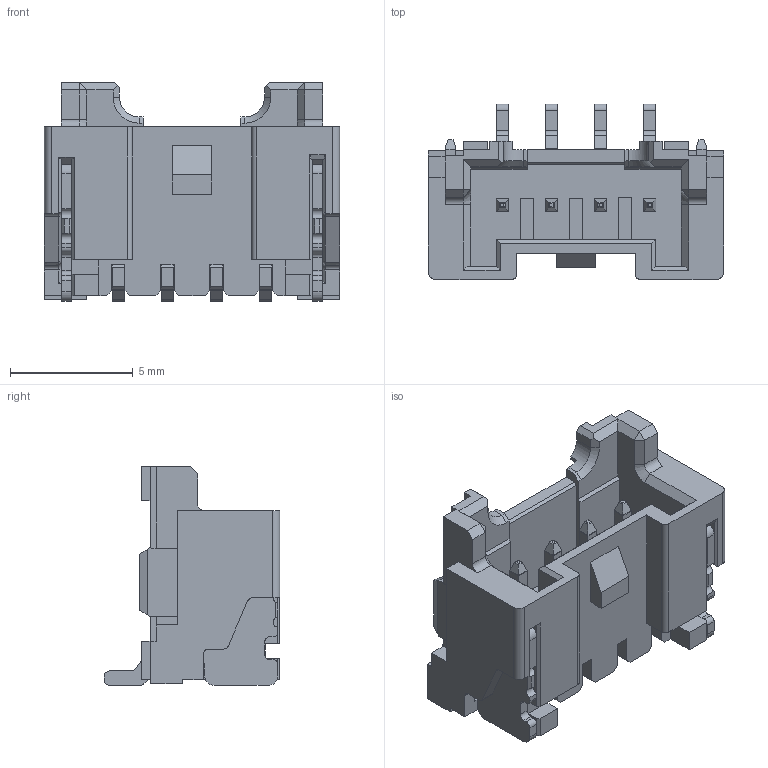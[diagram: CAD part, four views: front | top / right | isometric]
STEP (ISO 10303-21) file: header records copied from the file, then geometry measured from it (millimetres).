
FILE_DESCRIPTION( ('This file contains a STEP AP42 implementation' ,'as created by ZW3D STEP Interface translator.') ,'2;1' );
FILE_NAME( 'WF2018-WMH04XX1.stp' ,'22 9 1.145211', (''), ('ZWCAD Software Co.'), 'Version 1.0', 'ZW3D to STEP translator', '' );
FILE_SCHEMA(('AUTOMOTIVE_DESIGN { 1 0 10303 214 1 1 1 1 }'));
Length unit declared in the file: millimetre
Products named in the file (2): 0; WF2018-WMH04ER1
Bounding box: 12 x 7.15 x 8.9 mm (x, y, z)
Volume: 268.3 mm3; surface area: 813.9 mm2
Topology: 1 solids, 1 shells, 771 faces, 2161 edges, 1353 vertices
Faces by surface type: plane 599, cylinder 160, bspline 8, cone 4
Entity records: 25362 total; most frequent: CARTESIAN_POINT 4611, ORIENTED_EDGE 4334, DIRECTION 3953, EDGE_CURVE 2161, VECTOR 1819, LINE 1819, VERTEX_POINT 1353, AXIS2_PLACEMENT_3D 1067
